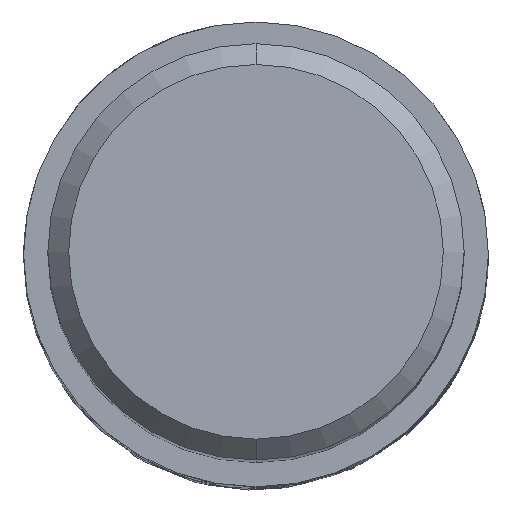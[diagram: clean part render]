
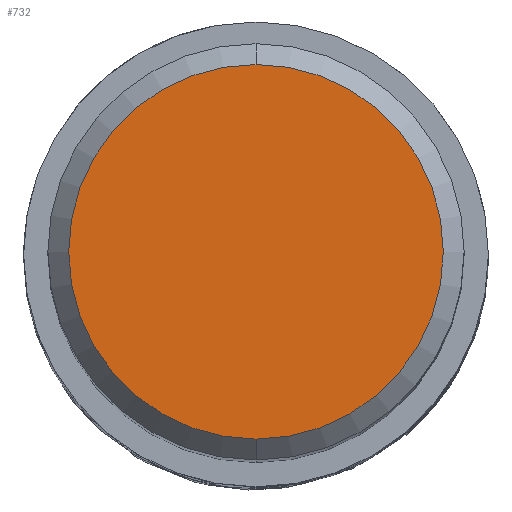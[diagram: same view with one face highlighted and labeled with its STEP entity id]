
A CAD part, top view. The second image highlights one B-rep face of the part: STEP entity #732.
In plain terms, the highlighted planar face has unit normal (0, 0, 1).
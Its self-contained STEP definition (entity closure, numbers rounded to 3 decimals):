
#310=EDGE_CURVE('',#438,#350,#845,.T.);
#350=VERTEX_POINT('',#887);
#438=VERTEX_POINT('',#984);
#536=EDGE_CURVE('',#350,#438,#1093,.T.);
#732=ADVANCED_FACE('',(#1308),#1309,.T.);
#845=CIRCLE('',#1955,5.4);
#887=CARTESIAN_POINT('',(0.,-5.4,0.0));
#984=CARTESIAN_POINT('',(0.0,5.4,0.0));
#1093=CIRCLE('',#3173,5.4);
#1308=FACE_OUTER_BOUND('',#4889,.T.);
#1309=PLANE('',#4890);
#1955=AXIS2_PLACEMENT_3D('',#5145,#5146,#5147);
#3173=AXIS2_PLACEMENT_3D('',#5382,#5383,#5384);
#4889=EDGE_LOOP('',(#5660,#5661));
#4890=AXIS2_PLACEMENT_3D('',#5662,#5663,#5664);
#5145=CARTESIAN_POINT('',(0.0,0.0,0.0));
#5146=DIRECTION('',(0.0,0.0,-1.0));
#5147=DIRECTION('',(0.0,1.0,0.0));
#5382=CARTESIAN_POINT('',(0.0,0.0,0.0));
#5383=DIRECTION('',(0.0,0.0,-1.0));
#5384=DIRECTION('',(0.0,1.0,0.0));
#5660=ORIENTED_EDGE('',*,*,#310,.F.);
#5661=ORIENTED_EDGE('',*,*,#536,.F.);
#5662=CARTESIAN_POINT('',(0.0,2.7,0.0));
#5663=DIRECTION('',(-0.0,0.0,1.0));
#5664=DIRECTION('',(0.0,-1.0,0.0));
